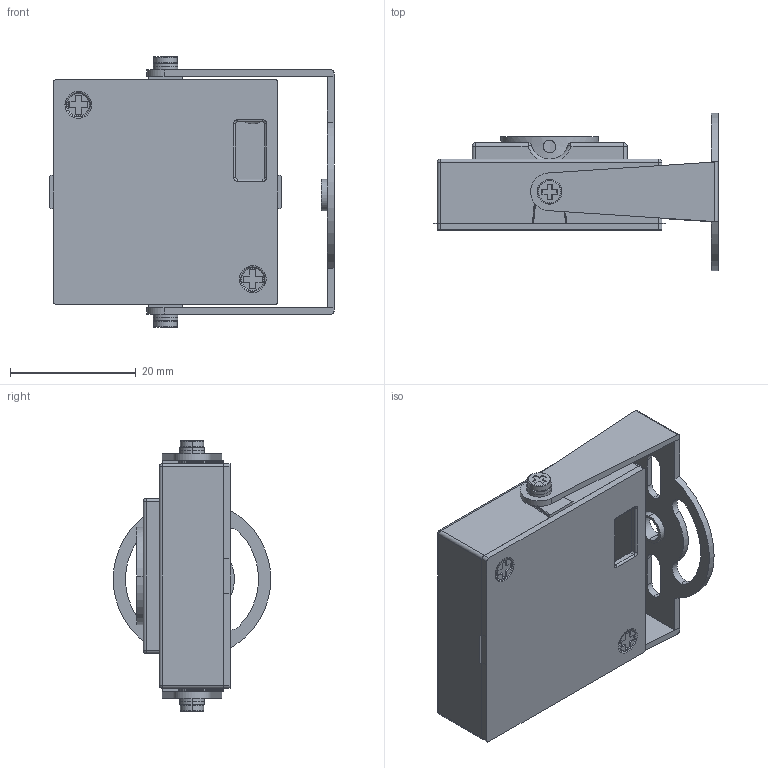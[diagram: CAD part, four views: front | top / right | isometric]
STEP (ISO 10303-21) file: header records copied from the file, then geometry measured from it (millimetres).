
FILE_DESCRIPTION (( 'STEP AP214' ), '1' );
FILE_NAME ('uvc_case.STEP', '2022-01-19T03:40:03', ( '' ), ( '' ), 'SwSTEP 2.0', 'SolidWorks 2021', '' );
FILE_SCHEMA (( 'AUTOMOTIVE_DESIGN' ));
Length unit declared in the file: millimetre
Products named in the file (1): uvc_case
Bounding box: 45.1 x 25.05 x 43 mm (x, y, z)
Surface area: 11230.9 mm2 (no closed solid volume)
Topology: 0 solids, 16 shells, 453 faces, 1155 edges, 742 vertices
Faces by surface type: cylinder 194, plane 170, bspline 40, torus 23, cone 16, sphere 10
Entity records: 26417 total; most frequent: CARTESIAN_POINT 10768, ORIENTED_EDGE 2248, DIRECTION 2000, EDGE_CURVE 1146, VERTEX_POINT 742, AXIS2_PLACEMENT_3D 713, VECTOR 574, LINE 574
